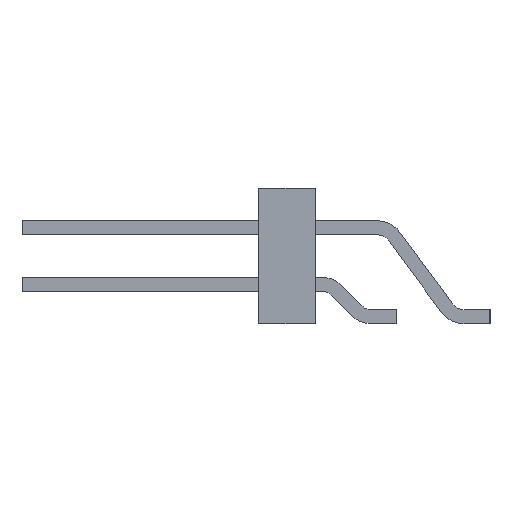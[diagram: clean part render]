
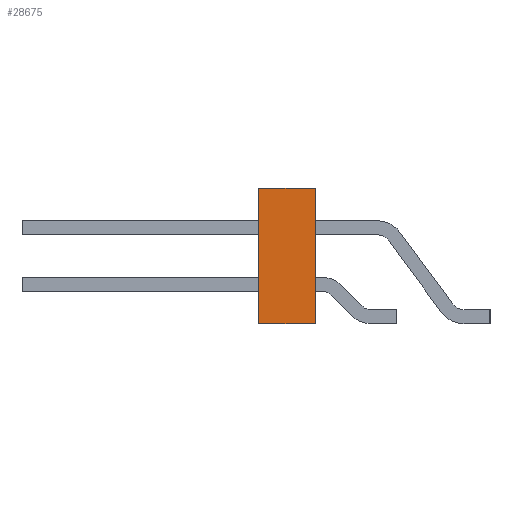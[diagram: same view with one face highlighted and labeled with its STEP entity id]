
A CAD part, left-side view. The second image highlights one B-rep face of the part: STEP entity #28675.
In plain terms, the highlighted face is planar.
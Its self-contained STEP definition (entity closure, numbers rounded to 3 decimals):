
#3442 = VERTEX_POINT('',#3443);
#3443 = CARTESIAN_POINT('',(27.94,3.048,1.27));
#3449 = EDGE_CURVE('',#3442,#3450,#3452,.T.);
#3450 = VERTEX_POINT('',#3451);
#3451 = CARTESIAN_POINT('',(27.94,3.048,-1.27));
#3452 = LINE('',#3453,#3454);
#3453 = CARTESIAN_POINT('',(27.94,3.048,1.27));
#3454 = VECTOR('',#3455,1.);
#3455 = DIRECTION('',(0.,0.,-1.));
#12528 = VERTEX_POINT('',#12529);
#12529 = CARTESIAN_POINT('',(27.94,-3.048,-1.27));
#12535 = EDGE_CURVE('',#12536,#12528,#12538,.T.);
#12536 = VERTEX_POINT('',#12537);
#12537 = CARTESIAN_POINT('',(27.94,-3.048,1.27));
#12538 = LINE('',#12539,#12540);
#12539 = CARTESIAN_POINT('',(27.94,-3.048,1.27));
#12540 = VECTOR('',#12541,1.);
#12541 = DIRECTION('',(0.,0.,-1.));
#21881 = EDGE_CURVE('',#12536,#3442,#21882,.T.);
#21882 = LINE('',#21883,#21884);
#21883 = CARTESIAN_POINT('',(27.94,-3.048,1.27));
#21884 = VECTOR('',#21885,1.);
#21885 = DIRECTION('',(0.,1.,0.));
#25660 = EDGE_CURVE('',#12528,#3450,#25661,.T.);
#25661 = LINE('',#25662,#25663);
#25662 = CARTESIAN_POINT('',(27.94,-3.048,-1.27));
#25663 = VECTOR('',#25664,1.);
#25664 = DIRECTION('',(0.,1.,0.));
#28675 = ADVANCED_FACE('',(#28676),#28682,.F.);
#28676 = FACE_BOUND('',#28677,.T.);
#28677 = EDGE_LOOP('',(#28678,#28679,#28680,#28681));
#28678 = ORIENTED_EDGE('',*,*,#25660,.T.);
#28679 = ORIENTED_EDGE('',*,*,#3449,.F.);
#28680 = ORIENTED_EDGE('',*,*,#21881,.F.);
#28681 = ORIENTED_EDGE('',*,*,#12535,.T.);
#28682 = PLANE('',#28683);
#28683 = AXIS2_PLACEMENT_3D('',#28684,#28685,#28686);
#28684 = CARTESIAN_POINT('',(27.94,-3.048,1.27));
#28685 = DIRECTION('',(-1.,0.,0.));
#28686 = DIRECTION('',(0.,0.,1.));
